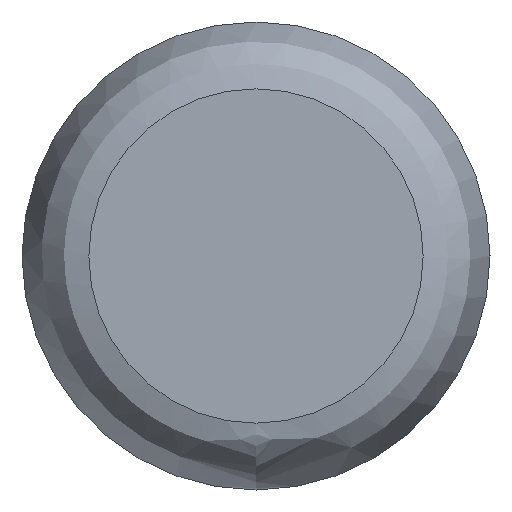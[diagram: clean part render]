
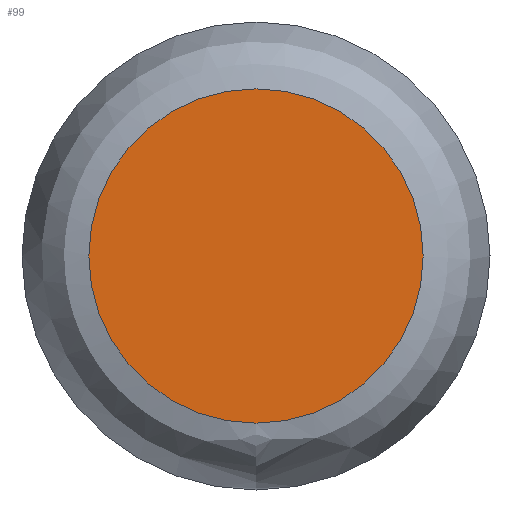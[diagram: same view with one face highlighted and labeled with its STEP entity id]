
A CAD part, left-side view. The second image highlights one B-rep face of the part: STEP entity #99.
In plain terms, the highlighted planar face has unit normal (-1, 0, 0).
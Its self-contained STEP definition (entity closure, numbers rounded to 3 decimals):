
#99=ADVANCED_FACE('',(#334),#336,.T.);
#334=FACE_BOUND('',#335,.T.);
#335=EDGE_LOOP('',(#750));
#336=PLANE('',#337);
#337=AXIS2_PLACEMENT_3D('',#338,#339,#340);
#338=CARTESIAN_POINT('',(-1.8,0.,0.7));
#339=DIRECTION('',(-1.,-0.,0.));
#340=DIRECTION('',(0.,0.,-1.));
#750=ORIENTED_EDGE('',*,*,#801,.F.);
#801=EDGE_CURVE('',#833,#833,#834,.T.);
#833=VERTEX_POINT('',#907);
#834=CIRCLE('',#908,0.5);
#907=CARTESIAN_POINT('',(-1.8,0.,0.2));
#908=AXIS2_PLACEMENT_3D('',#909,#910,#911);
#909=CARTESIAN_POINT('',(-1.8,0.,0.7));
#910=DIRECTION('',(1.,0.,0.));
#911=DIRECTION('',(0.,0.,-1.));
